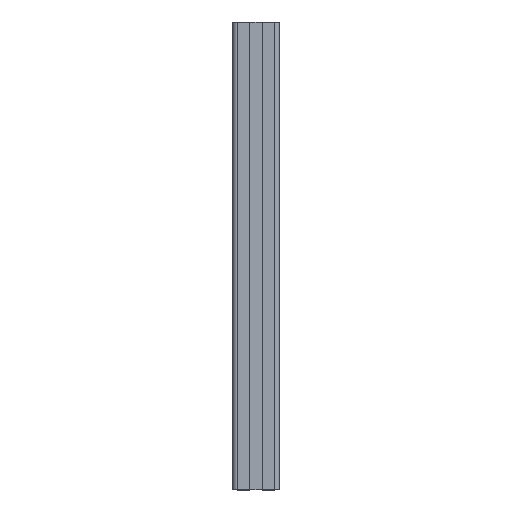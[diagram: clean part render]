
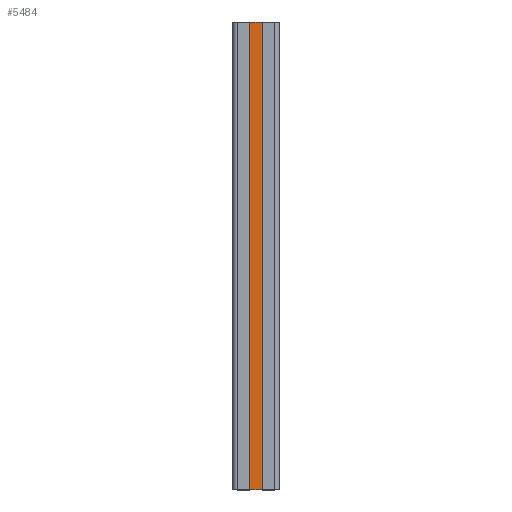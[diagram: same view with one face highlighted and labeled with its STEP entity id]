
A CAD part, top view. The second image highlights one B-rep face of the part: STEP entity #5484.
In plain terms, the highlighted face is planar.
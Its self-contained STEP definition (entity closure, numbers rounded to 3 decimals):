
#307 = CARTESIAN_POINT ( 'NONE',  ( 3.863, 8.5, -300. ) ) ;
#312 = CARTESIAN_POINT ( 'NONE',  ( 3.863, 8.5, 0. ) ) ;
#354 = CARTESIAN_POINT ( 'NONE',  ( -3.863, 8.5, -300. ) ) ;
#777 = LINE ( 'NONE', #782, #2899 ) ;
#779 = DIRECTION ( 'NONE',  ( -1., 0., 0. ) ) ;
#782 = CARTESIAN_POINT ( 'NONE',  ( 3.863, 8.5, 0. ) ) ;
#831 = LINE ( 'NONE', #843, #2955 ) ;
#843 = CARTESIAN_POINT ( 'NONE',  ( 3.863, 8.5, -300. ) ) ;
#846 = CARTESIAN_POINT ( 'NONE',  ( -3.863, 8.5, -300. ) ) ;
#849 = LINE ( 'NONE', #846, #2921 ) ;
#850 = DIRECTION ( 'NONE',  ( -1., 0., 0. ) ) ;
#856 = DIRECTION ( 'NONE',  ( 0., 0., 1. ) ) ;
#896 = CARTESIAN_POINT ( 'NONE',  ( 3.863, 8.5, -300. ) ) ;
#898 = DIRECTION ( 'NONE',  ( 0., 0., 1. ) ) ;
#904 = LINE ( 'NONE', #896, #2993 ) ;
#1196 = EDGE_CURVE ( 'NONE', #4862, #4787, #777, .T. ) ;
#1240 = EDGE_CURVE ( 'NONE', #4844, #4930, #831, .T. ) ;
#1243 = EDGE_CURVE ( 'NONE', #4930, #4787, #849, .T. ) ;
#1259 = EDGE_CURVE ( 'NONE', #4844, #4862, #904, .T. ) ;
#1765 = EDGE_LOOP ( 'NONE', ( #2085, #2074, #2086, #2115 ) ) ;
#2074 = ORIENTED_EDGE ( 'NONE', *, *, #1259, .F. ) ;
#2085 = ORIENTED_EDGE ( 'NONE', *, *, #1196, .F. ) ;
#2086 = ORIENTED_EDGE ( 'NONE', *, *, #1240, .T. ) ;
#2115 = ORIENTED_EDGE ( 'NONE', *, *, #1243, .T. ) ;
#2149 = FACE_OUTER_BOUND ( 'NONE', #1765, .T. ) ;
#2157 = DIRECTION ( 'NONE',  ( 0., 1., 0. ) ) ;
#2158 = DIRECTION ( 'NONE',  ( 0., 0., 1. ) ) ;
#2160 = CARTESIAN_POINT ( 'NONE',  ( 3.863, 8.5, -300. ) ) ;
#2163 = PLANE ( 'NONE',  #4533 ) ;
#2653 = CARTESIAN_POINT ( 'NONE',  ( -3.863, 8.5, 0. ) ) ;
#2899 = VECTOR ( 'NONE', #779, 1000. ) ;
#2921 = VECTOR ( 'NONE', #856, 1000. ) ;
#2955 = VECTOR ( 'NONE', #850, 1000. ) ;
#2993 = VECTOR ( 'NONE', #898, 1000. ) ;
#4533 = AXIS2_PLACEMENT_3D ( 'NONE', #2160, #2157, #2158 ) ;
#4787 = VERTEX_POINT ( 'NONE', #2653 ) ;
#4844 = VERTEX_POINT ( 'NONE', #307 ) ;
#4862 = VERTEX_POINT ( 'NONE', #312 ) ;
#4930 = VERTEX_POINT ( 'NONE', #354 ) ;
#5484 = ADVANCED_FACE ( 'PLANAR_13', ( #2149 ), #2163, .T. ) ;
